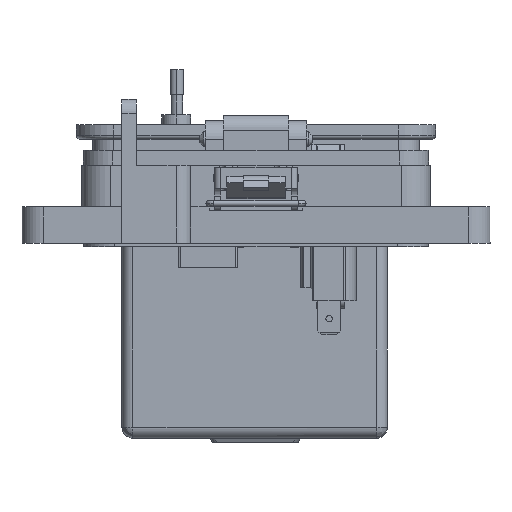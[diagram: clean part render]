
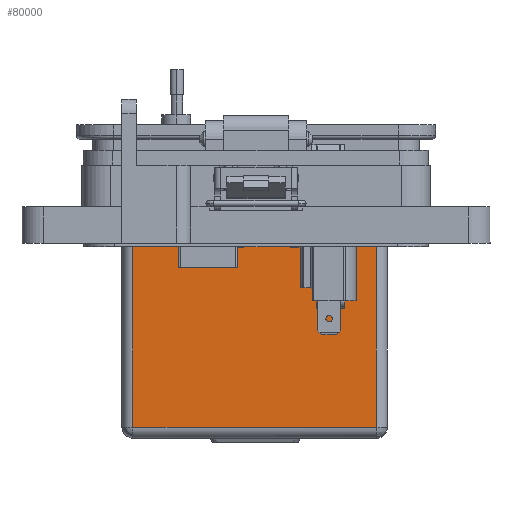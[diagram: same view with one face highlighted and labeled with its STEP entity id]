
A CAD part, front view. The second image highlights one B-rep face of the part: STEP entity #80000.
In plain terms, the highlighted planar face has unit normal (0, -1, 0).
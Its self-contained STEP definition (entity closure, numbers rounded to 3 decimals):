
#1629 = VERTEX_POINT ( 'NONE', #57170 ) ;
#3431 = CARTESIAN_POINT ( 'NONE',  ( -5.093, -45.612, -65.552 ) ) ;
#4309 = EDGE_CURVE ( 'NONE', #1629, #6052, #59072, .T. ) ;
#6052 = VERTEX_POINT ( 'NONE', #34462 ) ;
#7673 = FACE_OUTER_BOUND ( 'NONE', #78337, .T. ) ;
#7788 = VERTEX_POINT ( 'NONE', #63007 ) ;
#13815 = DIRECTION ( 'NONE',  ( -1., 0., 0. ) ) ;
#15045 = DIRECTION ( 'NONE',  ( -1., 0., 0. ) ) ;
#17227 = AXIS2_PLACEMENT_3D ( 'NONE', #83655, #21703, #49327 ) ;
#20419 = ORIENTED_EDGE ( 'NONE', *, *, #37838, .F. ) ;
#21703 = DIRECTION ( 'NONE',  ( 0., -1., 0. ) ) ;
#21757 = EDGE_CURVE ( 'NONE', #7788, #6052, #49438, .T. ) ;
#24671 = DIRECTION ( 'NONE',  ( 0., 0., 1. ) ) ;
#31045 = DIRECTION ( 'NONE',  ( 0., 0., -1. ) ) ;
#34462 = CARTESIAN_POINT ( 'NONE',  ( -72.146, -45.612, -12.212 ) ) ;
#37838 = EDGE_CURVE ( 'NONE', #7788, #48424, #65424, .T. ) ;
#44114 = ORIENTED_EDGE ( 'NONE', *, *, #66518, .F. ) ;
#48237 = LINE ( 'NONE', #75798, #85778 ) ;
#48424 = VERTEX_POINT ( 'NONE', #82239 ) ;
#49327 = DIRECTION ( 'NONE',  ( 1., 0., 0. ) ) ;
#49438 = LINE ( 'NONE', #77008, #55376 ) ;
#55376 = VECTOR ( 'NONE', #15045, 1000. ) ;
#56109 = PLANE ( 'NONE',  #17227 ) ;
#57170 = CARTESIAN_POINT ( 'NONE',  ( -72.146, -45.612, -62.522 ) ) ;
#59072 = LINE ( 'NONE', #86634, #69646 ) ;
#63007 = CARTESIAN_POINT ( 'NONE',  ( -5.093, -45.612, -12.212 ) ) ;
#65424 = LINE ( 'NONE', #3431, #85613 ) ;
#66518 = EDGE_CURVE ( 'NONE', #48424, #1629, #48237, .T. ) ;
#69646 = VECTOR ( 'NONE', #24671, 1000. ) ;
#71572 = ORIENTED_EDGE ( 'NONE', *, *, #21757, .T. ) ;
#75798 = CARTESIAN_POINT ( 'NONE',  ( -21.856, -45.612, -62.522 ) ) ;
#77008 = CARTESIAN_POINT ( 'NONE',  ( -2.825, -45.612, -12.212 ) ) ;
#78337 = EDGE_LOOP ( 'NONE', ( #71572, #79239, #44114, #20419 ) ) ;
#79239 = ORIENTED_EDGE ( 'NONE', *, *, #4309, .F. ) ;
#80000 = ADVANCED_FACE ( 'NONE', ( #7673 ), #56109, .T. ) ;
#82239 = CARTESIAN_POINT ( 'NONE',  ( -5.093, -45.612, -62.522 ) ) ;
#83655 = CARTESIAN_POINT ( 'NONE',  ( -5.093, -45.612, -65.552 ) ) ;
#85613 = VECTOR ( 'NONE', #31045, 1000. ) ;
#85778 = VECTOR ( 'NONE', #13815, 1000. ) ;
#86634 = CARTESIAN_POINT ( 'NONE',  ( -72.146, -45.612, -65.552 ) ) ;
